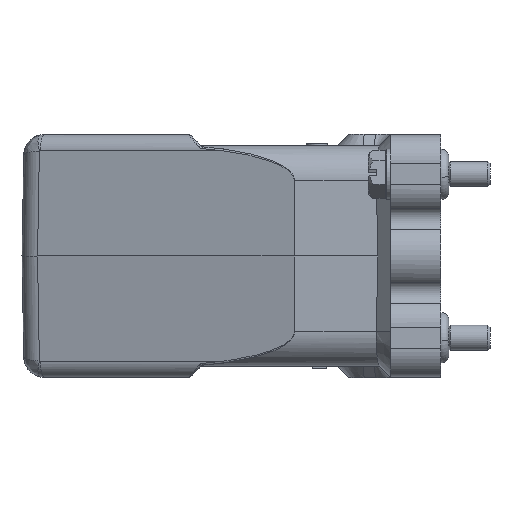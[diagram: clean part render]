
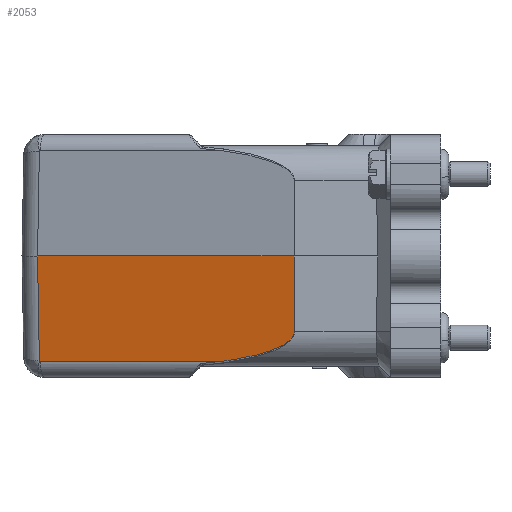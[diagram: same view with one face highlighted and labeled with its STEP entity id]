
A CAD part, left-side view. The second image highlights one B-rep face of the part: STEP entity #2053.
In plain terms, the highlighted planar face has unit normal (-0.966, 0.259, -0.018).
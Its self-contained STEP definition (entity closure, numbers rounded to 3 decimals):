
#953=B_SPLINE_CURVE_WITH_KNOTS('',3,(#19501,#19502,#19503,#19504),
 .UNSPECIFIED.,.F.,.F.,(4,4),(0.,1.),.UNSPECIFIED.);
#1042=B_SPLINE_CURVE_WITH_KNOTS('',3,(#20680,#20681,#20682,#20683,#20684,
#20685,#20686,#20687,#20688,#20689,#20690,#20691,#20692,#20693,#20694,#20695,
#20696,#20697,#20698,#20699,#20700,#20701,#20702,#20703,#20704,#20705,#20706,
#20707,#20708,#20709,#20710,#20711,#20712,#20713,#20714,#20715,#20716,#20717,
#20718,#20719,#20720,#20721,#20722,#20723,#20724,#20725,#20726,#20727,#20728,
#20729,#20730,#20731,#20732,#20733,#20734,#20735,#20736,#20737,#20738,#20739,
#20740,#20741,#20742,#20743,#20744,#20745,#20746,#20747,#20748,#20749,#20750,
#20751,#20752,#20753,#20754,#20755,#20756,#20757,#20758,#20759,#20760),
 .UNSPECIFIED.,.F.,.F.,(4,2,2,2,2,2,1,2,2,2,2,2,2,1,2,2,1,2,2,2,2,1,1,2,
2,1,1,2,2,2,2,1,2,2,2,2,1,1,1,1,1,2,2,2,2,2,4),(0.,0.031,0.063,
0.078,0.08,0.082,0.086,
0.094,0.125,0.141,0.156,
0.188,0.25,0.281,0.285,
0.289,0.297,0.313,0.328,
0.336,0.344,0.375,0.391,
0.393,0.394,0.395,0.398,
0.406,0.438,0.445,0.447,0.449,
0.453,0.469,0.484,0.492,
0.496,0.498,0.499,0.5,
0.5,0.5,0.5,0.625,
0.75,0.875,1.),.UNSPECIFIED.);
#2053=ADVANCED_FACE('NONE',(#2861),#2378,.T.);
#2378=PLANE('',#10749);
#2861=FACE_OUTER_BOUND('',#3467,.T.);
#3467=EDGE_LOOP('',(#6010,#6011,#6012,#6013,#6014,#6015));
#6010=ORIENTED_EDGE('',*,*,#8925,.F.);
#6011=ORIENTED_EDGE('',*,*,#8923,.T.);
#6012=ORIENTED_EDGE('',*,*,#8730,.T.);
#6013=ORIENTED_EDGE('',*,*,#8731,.T.);
#6014=ORIENTED_EDGE('',*,*,#8733,.T.);
#6015=ORIENTED_EDGE('',*,*,#8926,.F.);
#7301=VERTEX_POINT('',#18891);
#7304=VERTEX_POINT('',#18931);
#7372=VERTEX_POINT('',#19484);
#7373=VERTEX_POINT('',#19500);
#7496=VERTEX_POINT('',#20674);
#7497=VERTEX_POINT('',#20761);
#8730=EDGE_CURVE('NONE',#7372,#7301,#9499,.T.);
#8731=EDGE_CURVE('NONE',#7301,#7304,#9500,.T.);
#8733=EDGE_CURVE('NONE',#7304,#7373,#953,.T.);
#8923=EDGE_CURVE('NONE',#7496,#7372,#9588,.T.);
#8925=EDGE_CURVE('NONE',#7496,#7497,#1042,.T.);
#8926=EDGE_CURVE('NONE',#7497,#7373,#9589,.T.);
#9499=LINE('',#19490,#10061);
#9500=LINE('',#19492,#10062);
#9588=LINE('',#20673,#10150);
#9589=LINE('',#20762,#10151);
#10061=VECTOR('',#12253,1.);
#10062=VECTOR('',#12256,1.);
#10150=VECTOR('',#12496,1.);
#10151=VECTOR('',#12499,1.);
#10749=AXIS2_PLACEMENT_3D('',#20763,#12500,#12501);
#12253=DIRECTION('',(0.259,0.966,0.));
#12256=DIRECTION('',(0.013,-0.017,-1.));
#12496=DIRECTION('',(-0.017,0.002,1.));
#12499=DIRECTION('',(0.259,0.966,0.));
#12500=DIRECTION('',(-0.966,0.259,-0.017));
#12501=DIRECTION('',(-0.259,-0.966,0.));
#18891=CARTESIAN_POINT('',(-28.576,96.295,0.));
#18931=CARTESIAN_POINT('',(-28.241,95.857,-25.04));
#19484=CARTESIAN_POINT('',(-44.983,35.064,0.));
#19490=CARTESIAN_POINT('',(-27.583,100.,0.));
#19492=CARTESIAN_POINT('',(-28.576,96.295,0.));
#19500=CARTESIAN_POINT('',(-28.305,95.615,-25.07));
#19501=CARTESIAN_POINT('',(-28.241,95.857,-25.04));
#19502=CARTESIAN_POINT('',(-28.262,95.778,-25.06));
#19503=CARTESIAN_POINT('',(-28.283,95.698,-25.07));
#19504=CARTESIAN_POINT('',(-28.305,95.615,-25.07));
#20673=CARTESIAN_POINT('',(-44.67,35.022,-17.948));
#20674=CARTESIAN_POINT('',(-44.67,35.022,-17.948));
#20680=CARTESIAN_POINT('',(-44.67,35.022,-17.948));
#20681=CARTESIAN_POINT('',(-44.669,35.023,-17.957));
#20682=CARTESIAN_POINT('',(-44.669,35.019,-18.041));
#20683=CARTESIAN_POINT('',(-44.654,35.054,-18.354));
#20684=CARTESIAN_POINT('',(-44.638,35.097,-18.584));
#20685=CARTESIAN_POINT('',(-44.582,35.277,-19.004));
#20686=CARTESIAN_POINT('',(-44.558,35.356,-19.156));
#20687=CARTESIAN_POINT('',(-44.524,35.472,-19.334));
#20688=CARTESIAN_POINT('',(-44.52,35.485,-19.354));
#20689=CARTESIAN_POINT('',(-44.512,35.512,-19.394));
#20690=CARTESIAN_POINT('',(-44.507,35.529,-19.418));
#20691=CARTESIAN_POINT('',(-44.501,35.549,-19.447));
#20692=CARTESIAN_POINT('',(-44.489,35.591,-19.505));
#20693=CARTESIAN_POINT('',(-44.476,35.634,-19.562));
#20694=CARTESIAN_POINT('',(-44.433,35.782,-19.75));
#20695=CARTESIAN_POINT('',(-44.397,35.911,-19.891));
#20696=CARTESIAN_POINT('',(-44.339,36.113,-20.092));
#20697=CARTESIAN_POINT('',(-44.319,36.183,-20.157));
#20698=CARTESIAN_POINT('',(-44.279,36.324,-20.284));
#20699=CARTESIAN_POINT('',(-44.256,36.403,-20.351));
#20700=CARTESIAN_POINT('',(-44.191,36.635,-20.542));
#20701=CARTESIAN_POINT('',(-44.145,36.796,-20.663));
#20702=CARTESIAN_POINT('',(-44.007,37.288,-21.008));
#20703=CARTESIAN_POINT('',(-43.912,37.63,-21.217));
#20704=CARTESIAN_POINT('',(-43.766,38.155,-21.507));
#20705=CARTESIAN_POINT('',(-43.71,38.355,-21.611));
#20706=CARTESIAN_POINT('',(-43.655,38.557,-21.711));
#20707=CARTESIAN_POINT('',(-43.642,38.602,-21.733));
#20708=CARTESIAN_POINT('',(-43.637,38.621,-21.743));
#20709=CARTESIAN_POINT('',(-43.62,38.683,-21.773));
#20710=CARTESIAN_POINT('',(-43.585,38.807,-21.833));
#20711=CARTESIAN_POINT('',(-43.551,38.932,-21.891));
#20712=CARTESIAN_POINT('',(-43.505,39.098,-21.968));
#20713=CARTESIAN_POINT('',(-43.482,39.182,-22.005));
#20714=CARTESIAN_POINT('',(-43.447,39.307,-22.061));
#20715=CARTESIAN_POINT('',(-43.436,39.349,-22.08));
#20716=CARTESIAN_POINT('',(-43.413,39.433,-22.116));
#20717=CARTESIAN_POINT('',(-43.4,39.477,-22.135));
#20718=CARTESIAN_POINT('',(-43.338,39.704,-22.233));
#20719=CARTESIAN_POINT('',(-43.263,39.977,-22.345));
#20720=CARTESIAN_POINT('',(-43.184,40.264,-22.455));
#20721=CARTESIAN_POINT('',(-43.155,40.367,-22.495));
#20722=CARTESIAN_POINT('',(-43.151,40.384,-22.501));
#20723=CARTESIAN_POINT('',(-43.15,40.385,-22.501));
#20724=CARTESIAN_POINT('',(-43.15,40.388,-22.503));
#20725=CARTESIAN_POINT('',(-43.147,40.397,-22.506));
#20726=CARTESIAN_POINT('',(-43.139,40.425,-22.516));
#20727=CARTESIAN_POINT('',(-43.129,40.463,-22.531));
#20728=CARTESIAN_POINT('',(-43.087,40.617,-22.588));
#20729=CARTESIAN_POINT('',(-43.029,40.827,-22.666));
#20730=CARTESIAN_POINT('',(-42.927,41.201,-22.796));
#20731=CARTESIAN_POINT('',(-42.905,41.281,-22.823));
#20732=CARTESIAN_POINT('',(-42.875,41.388,-22.859));
#20733=CARTESIAN_POINT('',(-42.869,41.411,-22.867));
#20734=CARTESIAN_POINT('',(-42.855,41.461,-22.884));
#20735=CARTESIAN_POINT('',(-42.836,41.533,-22.908));
#20736=CARTESIAN_POINT('',(-42.817,41.602,-22.93));
#20737=CARTESIAN_POINT('',(-42.756,41.823,-23.003));
#20738=CARTESIAN_POINT('',(-42.715,41.973,-23.05));
#20739=CARTESIAN_POINT('',(-42.648,42.219,-23.126));
#20740=CARTESIAN_POINT('',(-42.622,42.315,-23.156));
#20741=CARTESIAN_POINT('',(-42.593,42.418,-23.187));
#20742=CARTESIAN_POINT('',(-42.586,42.445,-23.195));
#20743=CARTESIAN_POINT('',(-42.578,42.476,-23.204));
#20744=CARTESIAN_POINT('',(-42.574,42.489,-23.208));
#20745=CARTESIAN_POINT('',(-42.571,42.499,-23.211));
#20746=CARTESIAN_POINT('',(-42.57,42.503,-23.213));
#20747=CARTESIAN_POINT('',(-42.569,42.505,-23.213));
#20748=CARTESIAN_POINT('',(-42.569,42.506,-23.213));
#20749=CARTESIAN_POINT('',(-42.569,42.506,-23.213));
#20750=CARTESIAN_POINT('',(-42.569,42.507,-23.213));
#20751=CARTESIAN_POINT('',(-42.569,42.505,-23.213));
#20752=CARTESIAN_POINT('',(-42.158,44.01,-23.662));
#20753=CARTESIAN_POINT('',(-41.793,45.352,-23.967));
#20754=CARTESIAN_POINT('',(-41.164,47.669,-24.439));
#20755=CARTESIAN_POINT('',(-40.899,48.644,-24.604));
#20756=CARTESIAN_POINT('',(-40.474,50.216,-24.851));
#20757=CARTESIAN_POINT('',(-40.312,50.813,-24.933));
#20758=CARTESIAN_POINT('',(-40.093,51.624,-25.041));
#20759=CARTESIAN_POINT('',(-40.035,51.839,-25.067));
#20760=CARTESIAN_POINT('',(-40.029,51.861,-25.07));
#20761=CARTESIAN_POINT('',(-40.029,51.861,-25.07));
#20762=CARTESIAN_POINT('',(-41.972,44.611,-25.07));
#20763=CARTESIAN_POINT('',(-27.583,100.,0.));
